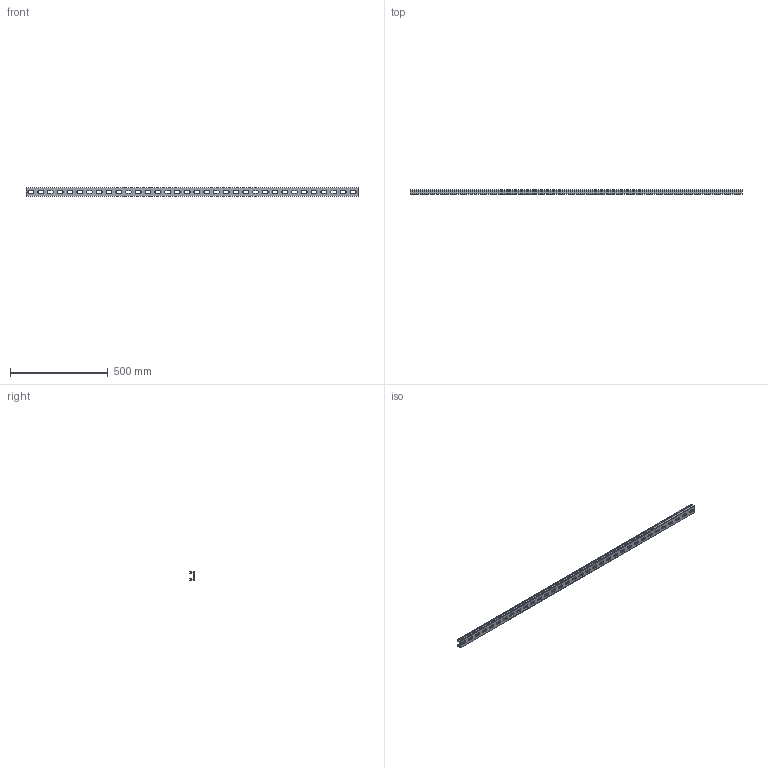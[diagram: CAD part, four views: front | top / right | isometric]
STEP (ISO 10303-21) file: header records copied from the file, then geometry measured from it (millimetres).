
FILE_DESCRIPTION(/* description */ (''),/* implementation_level */ '2;1');
FILE_NAME(/* name */ '',/* time_stamp */ '2023-05-15T15:00:41+03:00',/* author */ ('Man88'),/* organization */ (''),/* preprocessor_version */ 'ST-DEVELOPER v19.2',/* originating_system */ 'Autodesk Inventor 2023',/* authorisation */ '');
FILE_SCHEMA (('AUTOMOTIVE_DESIGN { 1 0 10303 214 3 1 1 }'));
Length unit declared in the file: millimetre
Products named in the file (1): Страт-профиль 
41-21-1700, STPU41-21-1700
Bounding box: 1700 x 22.79 x 41.3 mm (x, y, z)
Volume: 423861.7 mm3; surface area: 354644.6 mm2
Topology: 1 solids, 1 shells, 173 faces, 513 edges, 342 vertices
Faces by surface type: plane 94, cylinder 79
Entity records: 6177 total; most frequent: CARTESIAN_POINT 1029, ORIENTED_EDGE 1026, DIRECTION 1019, EDGE_CURVE 513, LINE 355, VECTOR 355, VERTEX_POINT 342, AXIS2_PLACEMENT_3D 332
